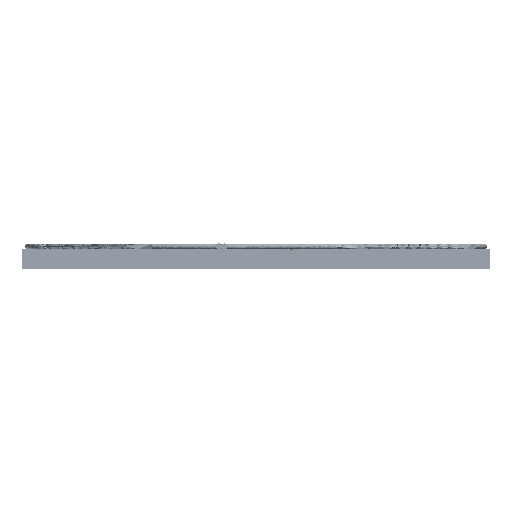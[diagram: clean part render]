
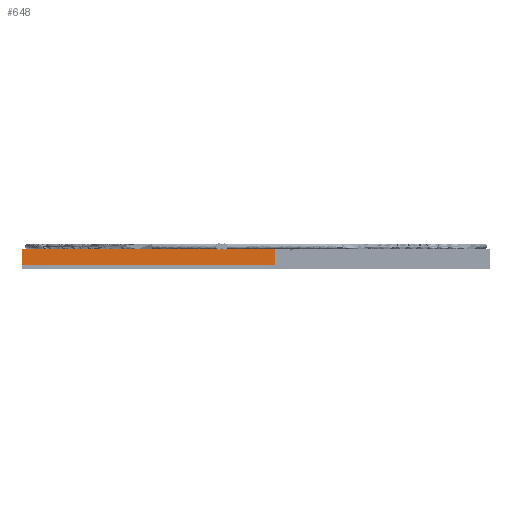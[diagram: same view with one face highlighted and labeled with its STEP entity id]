
A CAD part, front view. The second image highlights one B-rep face of the part: STEP entity #648.
In plain terms, the highlighted planar face has unit normal (0, -1, 0).
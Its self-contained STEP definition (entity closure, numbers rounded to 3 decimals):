
#648 = ADVANCED_FACE( '', ( #1632 ), #1633, .F. );
#1632 = FACE_OUTER_BOUND( '', #3988, .T. );
#1633 = PLANE( '', #3989 );
#3988 = EDGE_LOOP( '', ( #13359, #13360, #13361, #13362 ) );
#3989 = AXIS2_PLACEMENT_3D( '', #13363, #13364, #13365 );
#13359 = ORIENTED_EDGE( '', *, *, #16260, .T. );
#13360 = ORIENTED_EDGE( '', *, *, #16220, .T. );
#13361 = ORIENTED_EDGE( '', *, *, #16261, .F. );
#13362 = ORIENTED_EDGE( '', *, *, #16262, .T. );
#13363 = CARTESIAN_POINT( '', ( -7.5, -14., 0.5 ) );
#13364 = DIRECTION( '', ( 0., 1., 0. ) );
#13365 = DIRECTION( '', ( 0., 0., 1. ) );
#16220 = EDGE_CURVE( '', #17718, #17716, #17719, .T. );
#16260 = EDGE_CURVE( '', #17778, #17718, #17779, .T. );
#16261 = EDGE_CURVE( '', #17780, #17716, #17781, .T. );
#16262 = EDGE_CURVE( '', #17780, #17778, #17782, .T. );
#17716 = VERTEX_POINT( '', #20301 );
#17718 = VERTEX_POINT( '', #20304 );
#17719 = LINE( '', #20305, #20306 );
#17778 = VERTEX_POINT( '', #20523 );
#17779 = LINE( '', #20524, #20525 );
#17780 = VERTEX_POINT( '', #20526 );
#17781 = LINE( '', #20527, #20528 );
#17782 = LINE( '', #20529, #20530 );
#20301 = CARTESIAN_POINT( '', ( 0.6, -14., 0.5 ) );
#20304 = CARTESIAN_POINT( '', ( 0.6, -14., 0. ) );
#20305 = CARTESIAN_POINT( '', ( 0.6, -14., 0. ) );
#20306 = VECTOR( '', #25244, 1000. );
#20523 = CARTESIAN_POINT( '', ( -7.5, -14., 0. ) );
#20524 = CARTESIAN_POINT( '', ( -7.5, -14., 0. ) );
#20525 = VECTOR( '', #25247, 1000. );
#20526 = CARTESIAN_POINT( '', ( -7.5, -14., 0.5 ) );
#20527 = CARTESIAN_POINT( '', ( -7.5, -14., 0.5 ) );
#20528 = VECTOR( '', #25248, 1000. );
#20529 = CARTESIAN_POINT( '', ( -7.5, -14., 0.5 ) );
#20530 = VECTOR( '', #25249, 1000. );
#25244 = DIRECTION( '', ( 0., 0., 1. ) );
#25247 = DIRECTION( '', ( 1., 0., 0. ) );
#25248 = DIRECTION( '', ( 1., 0., 0. ) );
#25249 = DIRECTION( '', ( 0., 0., -1. ) );
